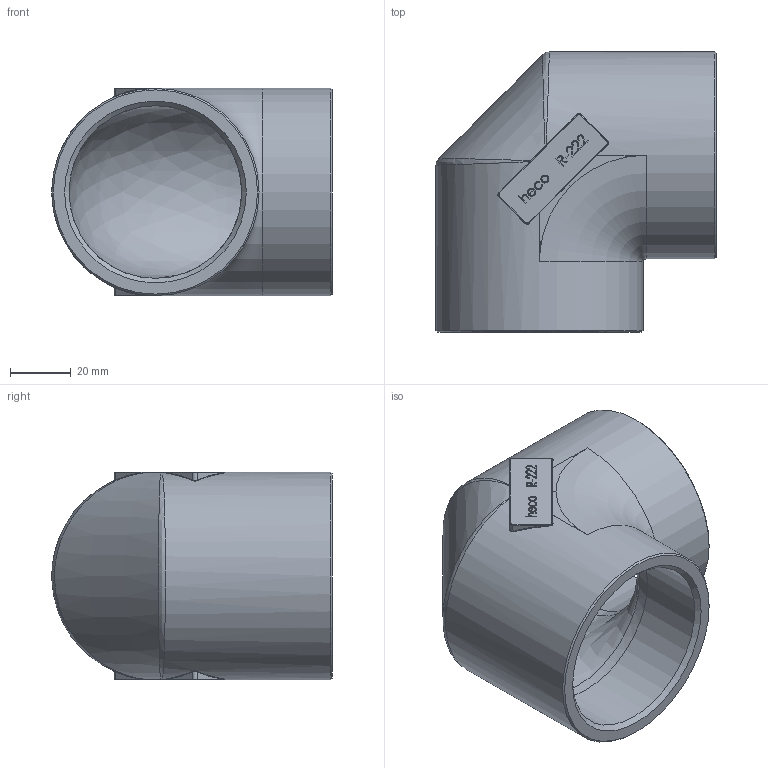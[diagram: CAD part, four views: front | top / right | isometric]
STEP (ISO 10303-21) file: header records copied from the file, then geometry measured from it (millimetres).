
FILE_DESCRIPTION (( 'STEP AP214' ), '1' );
FILE_NAME ('WI-200-064-G R-222 Winkel 2011.STEP', '2020-11-23T12:22:17', ( '' ), ( '' ), 'SwSTEP 2.0', 'SolidWorks 2019', '' );
FILE_SCHEMA (( 'AUTOMOTIVE_DESIGN' ));
Length unit declared in the file: millimetre
Products named in the file (1): WI-200-064-G R-222 Winkel 2011
Bounding box: 92 x 92 x 68.17 mm (x, y, z)
Volume: 134331.6 mm3; surface area: 43061.1 mm2
Topology: 1 solids, 1 shells, 356 faces, 905 edges, 578 vertices
Faces by surface type: bspline 177, plane 144, cylinder 22, torus 9, cone 4
Full cylindrical faces by diameter (mm): 56.636 x2, 56.656 x2, 68 x2
Entity records: 22778 total; most frequent: CARTESIAN_POINT 12932, ORIENTED_EDGE 1772, DIRECTION 1004, EDGE_CURVE 886, VERTEX_POINT 576, VECTOR 438, LINE 438, EDGE_LOOP 398
